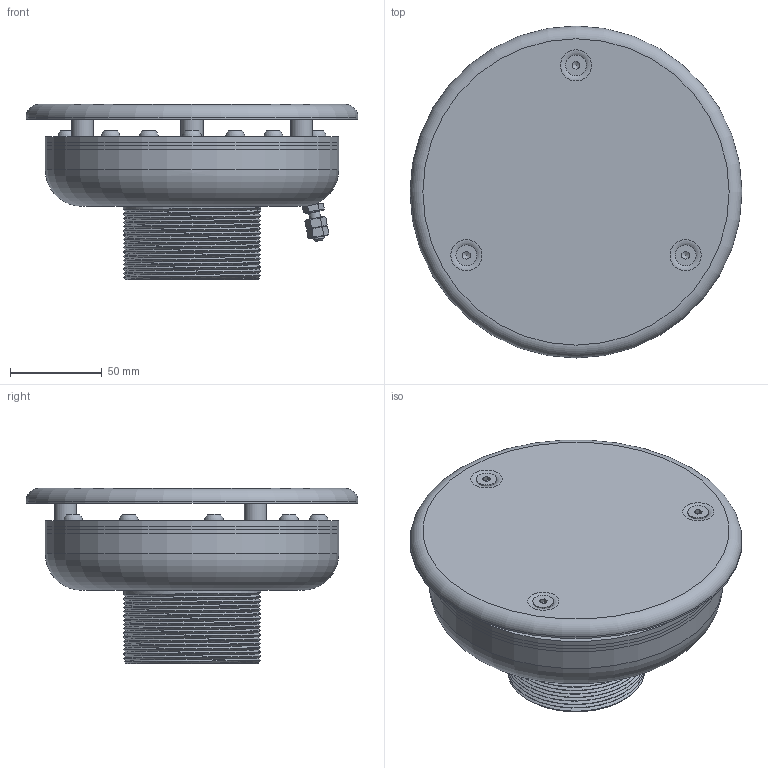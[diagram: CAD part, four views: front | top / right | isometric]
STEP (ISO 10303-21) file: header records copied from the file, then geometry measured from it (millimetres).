
FILE_DESCRIPTION(('STEP AP214'), '1');
FILE_NAME('Ð5-02 Âîäîçàáîð ñ àíòèâèõð. êðûøêîé ô160 (íàð 2.5'') ïëåíêà', '2024-12-06T09:49:11', ('Runwill'), (''), 'C3D Converter', 'C3D Toolkit', '');
FILE_SCHEMA(('AUTOMOTIVE_DESIGN { 1 0 10303 214 3 1 1}'));
Length unit declared in the file: millimetre
Assembly tree (33 placements, depth 3):
  (unnamed)
    (unnamed)
      (unnamed)  x4
      (unnamed)  x2
      (unnamed)  x5
      (unnamed)
    (unnamed)
    (unnamed)  x2
    (unnamed)  x3
    (unnamed)  x2
    (unnamed)
    (unnamed)  x5
    (unnamed)
    (unnamed)
    (unnamed)
      (unnamed)
      (unnamed)  x2
Bounding box: 181 x 181 x 95.5 mm (x, y, z)
Volume: 212199.6 mm3; surface area: 238438.7 mm2
Topology: 32 solids, 32 shells, 407 faces, 887 edges, 567 vertices
Faces by surface type: plane 186, cylinder 126, cone 58, torus 26, sphere 9, bspline 2
Full cylindrical faces by diameter (mm): 4.917 x14, 6 x13, 7.5 x48, 9 x3, 10 x13, 11.34 x3, 12 x3, 69 x1, 116 x4, 157.6 x1, 160 x4, 178 x1, 181 x1
Entity records: 15947 total; most frequent: CARTESIAN_POINT 9654, DIRECTION 1057, ORIENTED_EDGE 820, AXIS2_PLACEMENT_3D 475, EDGE_LOOP 454, EDGE_CURVE 410, VERTEX_POINT 330, FACE_BOUND 252
